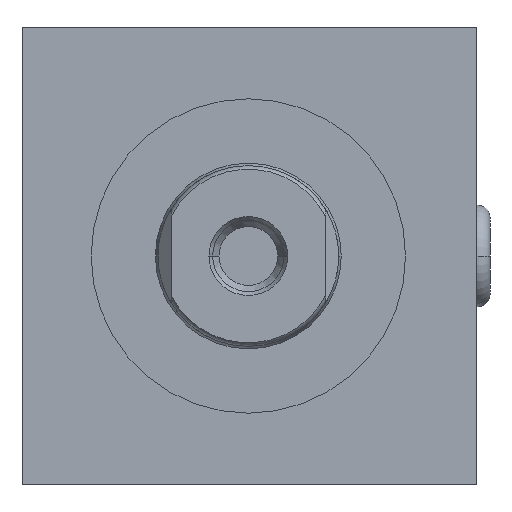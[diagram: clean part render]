
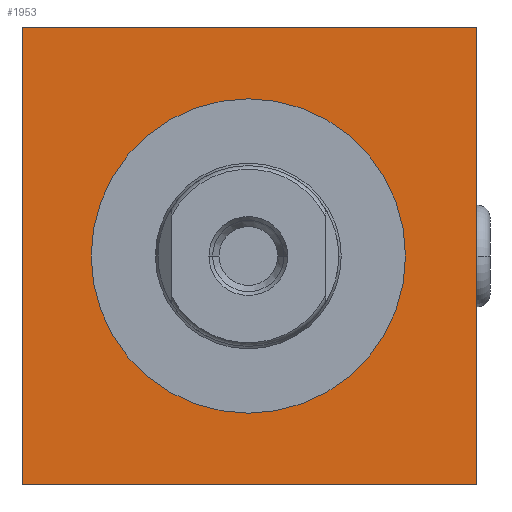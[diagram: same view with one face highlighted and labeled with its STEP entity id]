
A CAD part, left-side view. The second image highlights one B-rep face of the part: STEP entity #1953.
In plain terms, the highlighted planar face has unit normal (-1, 0, 0).
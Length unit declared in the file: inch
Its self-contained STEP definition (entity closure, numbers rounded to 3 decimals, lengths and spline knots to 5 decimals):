
#114=DIRECTION('',(0.,-1.,0.));
#115=VECTOR('',#114,1.99);
#116=CARTESIAN_POINT('',(0.,0.99,1.));
#117=LINE('',#116,#115);
#122=DIRECTION('',(0.,0.,-1.));
#123=VECTOR('',#122,2.);
#124=CARTESIAN_POINT('',(0.,-1.,1.));
#125=LINE('',#124,#123);
#129=DIRECTION('',(0.,1.,0.));
#130=VECTOR('',#129,1.99);
#131=CARTESIAN_POINT('',(0.,-1.,-1.));
#132=LINE('',#131,#130);
#136=DIRECTION('',(0.,0.,1.));
#137=VECTOR('',#136,2.);
#138=CARTESIAN_POINT('',(0.,0.99,-1.));
#139=LINE('',#138,#137);
#143=CARTESIAN_POINT('',(0.,0.,0.));
#144=DIRECTION('',(-1.,0.,0.));
#145=DIRECTION('',(0.,0.,1.));
#146=AXIS2_PLACEMENT_3D('',#143,#144,#145);
#151=CARTESIAN_POINT('',(0.,0.,0.));
#152=DIRECTION('',(-1.,0.,0.));
#153=DIRECTION('',(0.,0.,-1.));
#154=AXIS2_PLACEMENT_3D('',#151,#152,#153);
#1679=CARTESIAN_POINT('',(0.,0.99,1.));
#1680=CARTESIAN_POINT('',(0.,-1.,1.));
#1681=VERTEX_POINT('',#1679);
#1682=VERTEX_POINT('',#1680);
#1683=CARTESIAN_POINT('',(0.,-1.,-1.));
#1684=VERTEX_POINT('',#1683);
#1685=CARTESIAN_POINT('',(0.,0.99,-1.));
#1686=VERTEX_POINT('',#1685);
#1783=CARTESIAN_POINT('',(0.,0.,0.6875));
#1784=CARTESIAN_POINT('',(0.,0.,-0.6875));
#1785=VERTEX_POINT('',#1783);
#1786=VERTEX_POINT('',#1784);
#1932=CARTESIAN_POINT('',(0.,0.,0.));
#1933=DIRECTION('',(1.,0.,0.));
#1934=DIRECTION('',(0.,0.,-1.));
#1935=AXIS2_PLACEMENT_3D('',#1932,#1933,#1934);
#1936=PLANE('',#1935);
#1938=ORIENTED_EDGE('',*,*,#1937,.T.);
#1940=ORIENTED_EDGE('',*,*,#1939,.T.);
#1942=ORIENTED_EDGE('',*,*,#1941,.T.);
#1944=ORIENTED_EDGE('',*,*,#1943,.T.);
#1945=EDGE_LOOP('',(#1938,#1940,#1942,#1944));
#1946=FACE_OUTER_BOUND('',#1945,.F.);
#1948=ORIENTED_EDGE('',*,*,#1947,.T.);
#1950=ORIENTED_EDGE('',*,*,#1949,.T.);
#1951=EDGE_LOOP('',(#1948,#1950));
#1952=FACE_BOUND('',#1951,.F.);
#1953=ADVANCED_FACE('',(#1946,#1952),#1936,.F.);
#147=CIRCLE('',#146,0.6875);
#155=CIRCLE('',#154,0.6875);
#1937=EDGE_CURVE('',#1681,#1682,#117,.T.);
#1939=EDGE_CURVE('',#1682,#1684,#125,.T.);
#1941=EDGE_CURVE('',#1684,#1686,#132,.T.);
#1943=EDGE_CURVE('',#1686,#1681,#139,.T.);
#1947=EDGE_CURVE('',#1785,#1786,#147,.T.);
#1949=EDGE_CURVE('',#1786,#1785,#155,.T.);
